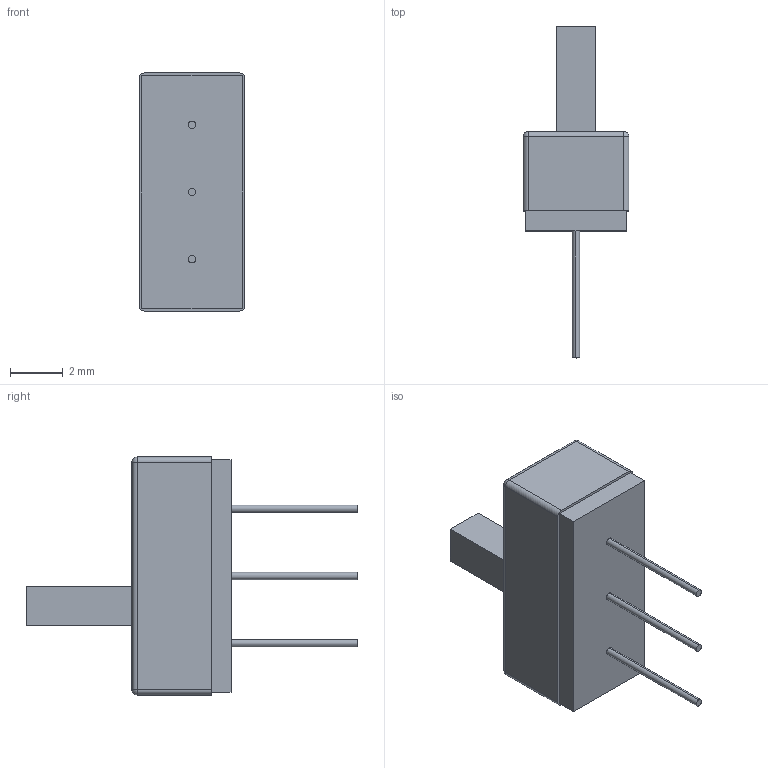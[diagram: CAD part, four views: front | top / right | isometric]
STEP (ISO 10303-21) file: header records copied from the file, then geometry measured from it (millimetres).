
FILE_DESCRIPTION (( 'STEP AP214' ), '1' );
FILE_NAME ('STEP Switch SS12D00G3.STEP', '2021-08-03T08:15:37', ( '' ), ( '' ), 'SwSTEP 2.0', 'SolidWorks 2021', '' );
FILE_SCHEMA (( 'AUTOMOTIVE_DESIGN' ));
Length unit declared in the file: millimetre
Products named in the file (1): STEP Switch SS12D00G3
Bounding box: 4 x 12.55 x 9 mm (x, y, z)
Volume: 141.6 mm3; surface area: 337.3 mm2
Topology: 2 solids, 2 shells, 53 faces, 118 edges, 72 vertices
Faces by surface type: plane 35, cylinder 14, sphere 4
Entity records: 1518 total; most frequent: DIRECTION 250, CARTESIAN_POINT 240, ORIENTED_EDGE 228, EDGE_CURVE 114, LINE 86, VECTOR 86, AXIS2_PLACEMENT_3D 82, VERTEX_POINT 72
